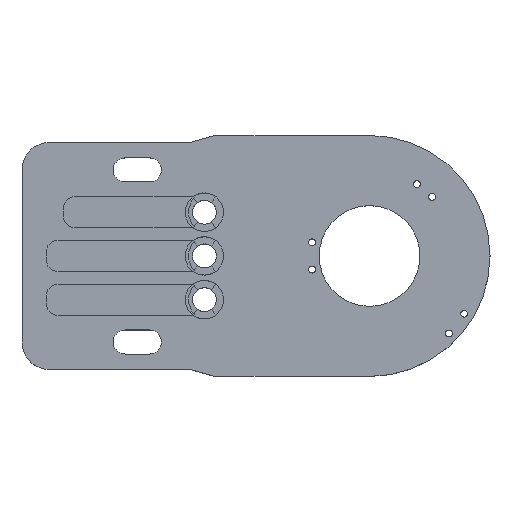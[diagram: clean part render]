
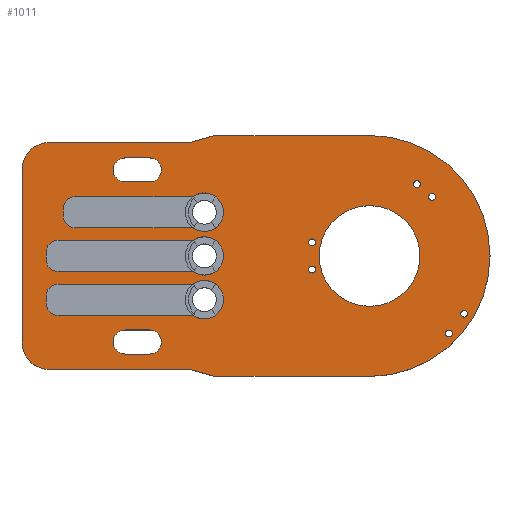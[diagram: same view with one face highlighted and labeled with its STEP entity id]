
A CAD part, top view. The second image highlights one B-rep face of the part: STEP entity #1011.
In plain terms, the highlighted planar face has unit normal (0, 0, 1).
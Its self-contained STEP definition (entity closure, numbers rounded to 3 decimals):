
#56 = VERTEX_POINT('',#57);
#57 = CARTESIAN_POINT('',(-5.3,-2.5,1.545));
#63 = EDGE_CURVE('',#56,#64,#66,.T.);
#64 = VERTEX_POINT('',#65);
#65 = CARTESIAN_POINT('',(-4.5,-3.3,1.545));
#66 = CIRCLE('',#67,0.799);
#67 = AXIS2_PLACEMENT_3D('',#68,#69,#70);
#68 = CARTESIAN_POINT('',(-4.501,-2.501,1.545));
#69 = DIRECTION('',(0.,0.,1.));
#70 = DIRECTION('',(-1.,0.001,0.));
#96 = EDGE_CURVE('',#64,#97,#99,.T.);
#97 = VERTEX_POINT('',#98);
#98 = CARTESIAN_POINT('',(-0.4,-3.3,1.545));
#99 = LINE('',#100,#101);
#100 = CARTESIAN_POINT('',(-4.5,-3.3,1.545));
#101 = VECTOR('',#102,1.);
#102 = DIRECTION('',(1.,0.,0.));
#127 = EDGE_CURVE('',#97,#128,#130,.T.);
#128 = VERTEX_POINT('',#129);
#129 = CARTESIAN_POINT('',(0.303,-3.5,1.545));
#130 = LINE('',#131,#132);
#131 = CARTESIAN_POINT('',(-0.4,-3.3,1.545));
#132 = VECTOR('',#133,1.);
#133 = DIRECTION('',(0.962,-0.274,0.));
#158 = EDGE_CURVE('',#128,#159,#161,.T.);
#159 = VERTEX_POINT('',#160);
#160 = CARTESIAN_POINT('',(4.8,-3.5,1.545));
#161 = LINE('',#162,#163);
#162 = CARTESIAN_POINT('',(0.303,-3.5,1.545));
#163 = VECTOR('',#164,1.);
#164 = DIRECTION('',(1.,0.,0.));
#189 = EDGE_CURVE('',#159,#190,#192,.T.);
#190 = VERTEX_POINT('',#191);
#191 = CARTESIAN_POINT('',(4.8,3.5,1.545));
#192 = CIRCLE('',#193,3.5);
#193 = AXIS2_PLACEMENT_3D('',#194,#195,#196);
#194 = CARTESIAN_POINT('',(4.8,0.,
    1.545));
#195 = DIRECTION('',(0.,0.,1.));
#196 = DIRECTION('',(0.,-1.,0.));
#222 = EDGE_CURVE('',#190,#223,#225,.T.);
#223 = VERTEX_POINT('',#224);
#224 = CARTESIAN_POINT('',(0.303,3.5,1.545));
#225 = LINE('',#226,#227);
#226 = CARTESIAN_POINT('',(4.8,3.5,1.545));
#227 = VECTOR('',#228,1.);
#228 = DIRECTION('',(-1.,0.,0.));
#253 = EDGE_CURVE('',#223,#254,#256,.T.);
#254 = VERTEX_POINT('',#255);
#255 = CARTESIAN_POINT('',(-0.4,3.3,1.545));
#256 = LINE('',#257,#258);
#257 = CARTESIAN_POINT('',(0.303,3.5,1.545));
#258 = VECTOR('',#259,1.);
#259 = DIRECTION('',(-0.962,-0.274,0.));
#284 = EDGE_CURVE('',#254,#285,#287,.T.);
#285 = VERTEX_POINT('',#286);
#286 = CARTESIAN_POINT('',(-4.5,3.3,1.545));
#287 = LINE('',#288,#289);
#288 = CARTESIAN_POINT('',(-0.4,3.3,1.545));
#289 = VECTOR('',#290,1.);
#290 = DIRECTION('',(-1.,0.,0.));
#315 = EDGE_CURVE('',#285,#316,#318,.T.);
#316 = VERTEX_POINT('',#317);
#317 = CARTESIAN_POINT('',(-5.3,2.5,1.545));
#318 = CIRCLE('',#319,0.799);
#319 = AXIS2_PLACEMENT_3D('',#320,#321,#322);
#320 = CARTESIAN_POINT('',(-4.501,2.501,1.545));
#321 = DIRECTION('',(0.,0.,1.));
#322 = DIRECTION('',(0.001,1.,0.));
#348 = EDGE_CURVE('',#316,#56,#349,.T.);
#349 = LINE('',#350,#351);
#350 = CARTESIAN_POINT('',(-5.3,2.5,1.545));
#351 = VECTOR('',#352,1.);
#352 = DIRECTION('',(0.,-1.,0.));
#372 = VERTEX_POINT('',#373);
#373 = CARTESIAN_POINT('',(-1.6,-2.15,1.545));
#379 = EDGE_CURVE('',#372,#380,#382,.T.);
#380 = VERTEX_POINT('',#381);
#381 = CARTESIAN_POINT('',(-2.3,-2.15,1.545));
#382 = LINE('',#383,#384);
#383 = CARTESIAN_POINT('',(-1.6,-2.15,1.545));
#384 = VECTOR('',#385,1.);
#385 = DIRECTION('',(-1.,0.,0.));
#410 = EDGE_CURVE('',#380,#411,#413,.T.);
#411 = VERTEX_POINT('',#412);
#412 = CARTESIAN_POINT('',(-2.3,-2.85,1.545));
#413 = CIRCLE('',#414,0.35);
#414 = AXIS2_PLACEMENT_3D('',#415,#416,#417);
#415 = CARTESIAN_POINT('',(-2.3,-2.5,1.545));
#416 = DIRECTION('',(0.,0.,1.));
#417 = DIRECTION('',(0.,1.,0.));
#443 = EDGE_CURVE('',#411,#444,#446,.T.);
#444 = VERTEX_POINT('',#445);
#445 = CARTESIAN_POINT('',(-1.6,-2.85,1.545));
#446 = LINE('',#447,#448);
#447 = CARTESIAN_POINT('',(-2.3,-2.85,1.545));
#448 = VECTOR('',#449,1.);
#449 = DIRECTION('',(1.,0.,0.));
#474 = EDGE_CURVE('',#444,#372,#475,.T.);
#475 = CIRCLE('',#476,0.35);
#476 = AXIS2_PLACEMENT_3D('',#477,#478,#479);
#477 = CARTESIAN_POINT('',(-1.6,-2.5,1.545));
#478 = DIRECTION('',(0.,0.,1.));
#479 = DIRECTION('',(0.,-1.,0.));
#500 = VERTEX_POINT('',#501);
#501 = CARTESIAN_POINT('',(0.355,-1.27,1.545));
#507 = EDGE_CURVE('',#500,#500,#508,.T.);
#508 = CIRCLE('',#509,0.355);
#509 = AXIS2_PLACEMENT_3D('',#510,#511,#512);
#510 = CARTESIAN_POINT('',(0.,-1.27,1.545));
#511 = DIRECTION('',(0.,0.,1.));
#512 = DIRECTION('',(1.,0.,0.));
#533 = VERTEX_POINT('',#534);
#534 = CARTESIAN_POINT('',(3.231,-0.396,1.545));
#540 = EDGE_CURVE('',#533,#533,#541,.T.);
#541 = CIRCLE('',#542,0.1);
#542 = AXIS2_PLACEMENT_3D('',#543,#544,#545);
#543 = CARTESIAN_POINT('',(3.131,-0.396,1.545));
#544 = DIRECTION('',(0.,0.,1.));
#545 = DIRECTION('',(1.,0.,0.));
#566 = VERTEX_POINT('',#567);
#567 = CARTESIAN_POINT('',(-1.6,2.85,1.545));
#573 = EDGE_CURVE('',#566,#574,#576,.T.);
#574 = VERTEX_POINT('',#575);
#575 = CARTESIAN_POINT('',(-2.3,2.85,1.545));
#576 = LINE('',#577,#578);
#577 = CARTESIAN_POINT('',(-1.6,2.85,1.545));
#578 = VECTOR('',#579,1.);
#579 = DIRECTION('',(-1.,0.,0.));
#604 = EDGE_CURVE('',#574,#605,#607,.T.);
#605 = VERTEX_POINT('',#606);
#606 = CARTESIAN_POINT('',(-2.3,2.15,1.545));
#607 = CIRCLE('',#608,0.35);
#608 = AXIS2_PLACEMENT_3D('',#609,#610,#611);
#609 = CARTESIAN_POINT('',(-2.3,2.5,1.545));
#610 = DIRECTION('',(0.,0.,1.));
#611 = DIRECTION('',(0.,1.,0.));
#637 = EDGE_CURVE('',#605,#638,#640,.T.);
#638 = VERTEX_POINT('',#639);
#639 = CARTESIAN_POINT('',(-1.6,2.15,1.545));
#640 = LINE('',#641,#642);
#641 = CARTESIAN_POINT('',(-2.3,2.15,1.545));
#642 = VECTOR('',#643,1.);
#643 = DIRECTION('',(1.,0.,0.));
#668 = EDGE_CURVE('',#638,#566,#669,.T.);
#669 = CIRCLE('',#670,0.35);
#670 = AXIS2_PLACEMENT_3D('',#671,#672,#673);
#671 = CARTESIAN_POINT('',(-1.6,2.5,1.545));
#672 = DIRECTION('',(0.,0.,1.));
#673 = DIRECTION('',(0.,-1.,0.));
#694 = VERTEX_POINT('',#695);
#695 = CARTESIAN_POINT('',(0.355,0.,1.545));
#701 = EDGE_CURVE('',#694,#694,#702,.T.);
#702 = CIRCLE('',#703,0.355);
#703 = AXIS2_PLACEMENT_3D('',#704,#705,#706);
#704 = CARTESIAN_POINT('',(0.,0.,1.545));
#705 = DIRECTION('',(0.,0.,1.));
#706 = DIRECTION('',(1.,0.,0.));
#727 = VERTEX_POINT('',#728);
#728 = CARTESIAN_POINT('',(0.355,1.27,1.545));
#734 = EDGE_CURVE('',#727,#727,#735,.T.);
#735 = CIRCLE('',#736,0.355);
#736 = AXIS2_PLACEMENT_3D('',#737,#738,#739);
#737 = CARTESIAN_POINT('',(0.,1.27,1.545));
#738 = DIRECTION('',(0.,0.,1.));
#739 = DIRECTION('',(1.,0.,0.));
#760 = VERTEX_POINT('',#761);
#761 = CARTESIAN_POINT('',(6.265,0.,1.545));
#767 = EDGE_CURVE('',#760,#760,#768,.T.);
#768 = CIRCLE('',#769,1.465);
#769 = AXIS2_PLACEMENT_3D('',#770,#771,#772);
#770 = CARTESIAN_POINT('',(4.8,0.,1.545));
#771 = DIRECTION('',(0.,0.,1.));
#772 = DIRECTION('',(1.,0.,0.));
#793 = VERTEX_POINT('',#794);
#794 = CARTESIAN_POINT('',(7.203,-2.255,1.545));
#800 = EDGE_CURVE('',#793,#793,#801,.T.);
#801 = CIRCLE('',#802,0.1);
#802 = AXIS2_PLACEMENT_3D('',#803,#804,#805);
#803 = CARTESIAN_POINT('',(7.103,-2.255,1.545));
#804 = DIRECTION('',(0.,0.,1.));
#805 = DIRECTION('',(1.,0.,0.));
#826 = VERTEX_POINT('',#827);
#827 = CARTESIAN_POINT('',(7.651,-1.679,1.545));
#833 = EDGE_CURVE('',#826,#826,#834,.T.);
#834 = CIRCLE('',#835,0.1);
#835 = AXIS2_PLACEMENT_3D('',#836,#837,#838);
#836 = CARTESIAN_POINT('',(7.551,-1.679,1.545));
#837 = DIRECTION('',(0.,0.,1.));
#838 = DIRECTION('',(1.,0.,0.));
#859 = VERTEX_POINT('',#860);
#860 = CARTESIAN_POINT('',(3.231,0.396,1.545));
#866 = EDGE_CURVE('',#859,#859,#867,.T.);
#867 = CIRCLE('',#868,0.1);
#868 = AXIS2_PLACEMENT_3D('',#869,#870,#871);
#869 = CARTESIAN_POINT('',(3.131,0.396,1.545));
#870 = DIRECTION('',(0.,0.,1.));
#871 = DIRECTION('',(1.,0.,0.));
#892 = VERTEX_POINT('',#893);
#893 = CARTESIAN_POINT('',(6.717,1.717,1.545));
#899 = EDGE_CURVE('',#892,#892,#900,.T.);
#900 = CIRCLE('',#901,0.1);
#901 = AXIS2_PLACEMENT_3D('',#902,#903,#904);
#902 = CARTESIAN_POINT('',(6.617,1.717,1.545));
#903 = DIRECTION('',(0.,0.,1.));
#904 = DIRECTION('',(1.,0.,0.));
#925 = VERTEX_POINT('',#926);
#926 = CARTESIAN_POINT('',(6.276,2.087,1.545));
#932 = EDGE_CURVE('',#925,#925,#933,.T.);
#933 = CIRCLE('',#934,0.1);
#934 = AXIS2_PLACEMENT_3D('',#935,#936,#937);
#935 = CARTESIAN_POINT('',(6.176,2.087,1.545));
#936 = DIRECTION('',(0.,0.,1.));
#937 = DIRECTION('',(1.,0.,0.));
#1011 = ADVANCED_FACE('',(#1012,#1024,#1030,#1033,#1036,#1042,#1045,
    #1048,#1051,#1054,#1057,#1060,#1063),#1066,.F.);
#1012 = FACE_BOUND('',#1013,.T.);
#1013 = EDGE_LOOP('',(#1014,#1015,#1016,#1017,#1018,#1019,#1020,#1021,
    #1022,#1023));
#1014 = ORIENTED_EDGE('',*,*,#63,.T.);
#1015 = ORIENTED_EDGE('',*,*,#96,.T.);
#1016 = ORIENTED_EDGE('',*,*,#127,.T.);
#1017 = ORIENTED_EDGE('',*,*,#158,.T.);
#1018 = ORIENTED_EDGE('',*,*,#189,.T.);
#1019 = ORIENTED_EDGE('',*,*,#222,.T.);
#1020 = ORIENTED_EDGE('',*,*,#253,.T.);
#1021 = ORIENTED_EDGE('',*,*,#284,.T.);
#1022 = ORIENTED_EDGE('',*,*,#315,.T.);
#1023 = ORIENTED_EDGE('',*,*,#348,.T.);
#1024 = FACE_BOUND('',#1025,.F.);
#1025 = EDGE_LOOP('',(#1026,#1027,#1028,#1029));
#1026 = ORIENTED_EDGE('',*,*,#379,.T.);
#1027 = ORIENTED_EDGE('',*,*,#410,.T.);
#1028 = ORIENTED_EDGE('',*,*,#443,.T.);
#1029 = ORIENTED_EDGE('',*,*,#474,.T.);
#1030 = FACE_BOUND('',#1031,.F.);
#1031 = EDGE_LOOP('',(#1032));
#1032 = ORIENTED_EDGE('',*,*,#507,.T.);
#1033 = FACE_BOUND('',#1034,.F.);
#1034 = EDGE_LOOP('',(#1035));
#1035 = ORIENTED_EDGE('',*,*,#540,.T.);
#1036 = FACE_BOUND('',#1037,.F.);
#1037 = EDGE_LOOP('',(#1038,#1039,#1040,#1041));
#1038 = ORIENTED_EDGE('',*,*,#573,.T.);
#1039 = ORIENTED_EDGE('',*,*,#604,.T.);
#1040 = ORIENTED_EDGE('',*,*,#637,.T.);
#1041 = ORIENTED_EDGE('',*,*,#668,.T.);
#1042 = FACE_BOUND('',#1043,.F.);
#1043 = EDGE_LOOP('',(#1044));
#1044 = ORIENTED_EDGE('',*,*,#701,.T.);
#1045 = FACE_BOUND('',#1046,.F.);
#1046 = EDGE_LOOP('',(#1047));
#1047 = ORIENTED_EDGE('',*,*,#734,.T.);
#1048 = FACE_BOUND('',#1049,.F.);
#1049 = EDGE_LOOP('',(#1050));
#1050 = ORIENTED_EDGE('',*,*,#767,.T.);
#1051 = FACE_BOUND('',#1052,.F.);
#1052 = EDGE_LOOP('',(#1053));
#1053 = ORIENTED_EDGE('',*,*,#800,.T.);
#1054 = FACE_BOUND('',#1055,.F.);
#1055 = EDGE_LOOP('',(#1056));
#1056 = ORIENTED_EDGE('',*,*,#833,.T.);
#1057 = FACE_BOUND('',#1058,.F.);
#1058 = EDGE_LOOP('',(#1059));
#1059 = ORIENTED_EDGE('',*,*,#866,.T.);
#1060 = FACE_BOUND('',#1061,.F.);
#1061 = EDGE_LOOP('',(#1062));
#1062 = ORIENTED_EDGE('',*,*,#899,.T.);
#1063 = FACE_BOUND('',#1064,.F.);
#1064 = EDGE_LOOP('',(#1065));
#1065 = ORIENTED_EDGE('',*,*,#932,.T.);
#1066 = PLANE('',#1067);
#1067 = AXIS2_PLACEMENT_3D('',#1068,#1069,#1070);
#1068 = CARTESIAN_POINT('',(-5.3,-2.5,1.545));
#1069 = DIRECTION('',(0.,0.,-1.));
#1070 = DIRECTION('',(-1.,0.,0.));
